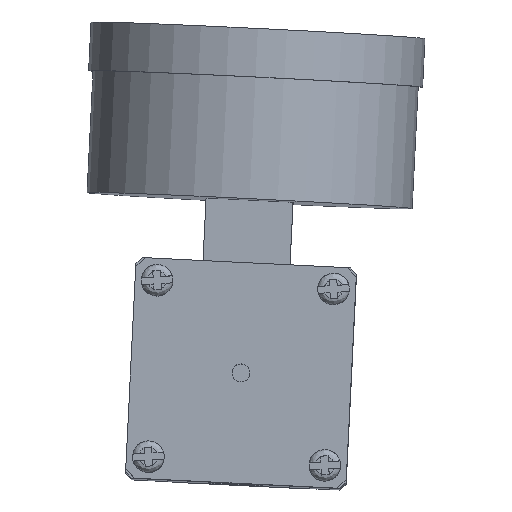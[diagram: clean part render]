
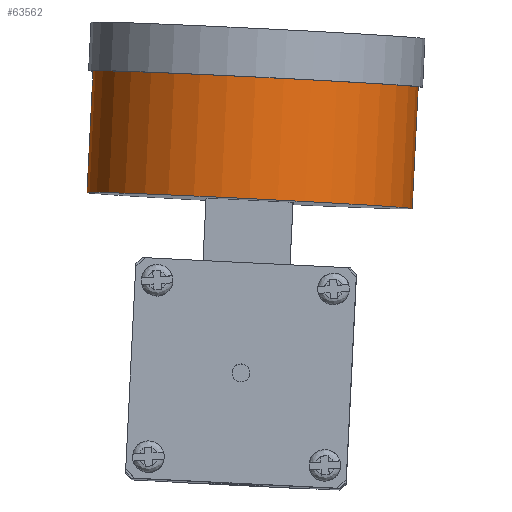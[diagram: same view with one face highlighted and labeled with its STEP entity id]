
A CAD part, front view. The second image highlights one B-rep face of the part: STEP entity #63562.
In plain terms, the highlighted cylindrical face has radius 25.8 mm (diameter 51.6 mm), a partial arc.
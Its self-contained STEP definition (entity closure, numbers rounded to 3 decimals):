
#6587 = AXIS2_PLACEMENT_3D ( 'NONE', #69951, #36513, #25502 ) ;
#10856 = DIRECTION ( 'NONE',  ( 0., 0., -1. ) ) ;
#10987 = CARTESIAN_POINT ( 'NONE',  ( -25.8, 0., -7.7 ) ) ;
#12024 = DIRECTION ( 'NONE',  ( 0., 0., 1. ) ) ;
#12887 = VERTEX_POINT ( 'NONE', #10987 ) ;
#14025 = VECTOR ( 'NONE', #44028, 1000. ) ;
#14699 = CARTESIAN_POINT ( 'NONE',  ( 25.8, 0., -27. ) ) ;
#19648 = ORIENTED_EDGE ( 'NONE', *, *, #56340, .T. ) ;
#20840 = CARTESIAN_POINT ( 'NONE',  ( 25.8, 0., -7.7 ) ) ;
#21346 = EDGE_CURVE ( 'NONE', #12887, #28276, #37603, .T. ) ;
#21453 = CARTESIAN_POINT ( 'NONE',  ( -25.8, 0., -27. ) ) ;
#25502 = DIRECTION ( 'NONE',  ( 1., 0., 0. ) ) ;
#28276 = VERTEX_POINT ( 'NONE', #20840 ) ;
#28771 = ORIENTED_EDGE ( 'NONE', *, *, #39578, .T. ) ;
#28944 = LINE ( 'NONE', #70844, #14025 ) ;
#29102 = VECTOR ( 'NONE', #53952, 1000. ) ;
#29551 = VERTEX_POINT ( 'NONE', #47140 ) ;
#30384 = AXIS2_PLACEMENT_3D ( 'NONE', #44418, #10856, #50100 ) ;
#36513 = DIRECTION ( 'NONE',  ( 0., 0., 1. ) ) ;
#37603 = CIRCLE ( 'NONE', #30384, 25.8 ) ;
#39578 = EDGE_CURVE ( 'NONE', #29551, #49298, #65409, .T. ) ;
#42552 = AXIS2_PLACEMENT_3D ( 'NONE', #45594, #12024, #51229 ) ;
#44028 = DIRECTION ( 'NONE',  ( 0., 0., 1. ) ) ;
#44418 = CARTESIAN_POINT ( 'NONE',  ( 0., 0., -7.7 ) ) ;
#45197 = FACE_OUTER_BOUND ( 'NONE', #53008, .T. ) ;
#45594 = CARTESIAN_POINT ( 'NONE',  ( 0., 0., -27. ) ) ;
#47140 = CARTESIAN_POINT ( 'NONE',  ( 25.8, 0., -27. ) ) ;
#49298 = VERTEX_POINT ( 'NONE', #21453 ) ;
#50100 = DIRECTION ( 'NONE',  ( 1., 0., 0. ) ) ;
#51229 = DIRECTION ( 'NONE',  ( 1., 0., 0. ) ) ;
#53008 = EDGE_LOOP ( 'NONE', ( #28771, #19648, #71092, #58557 ) ) ;
#53103 = CYLINDRICAL_SURFACE ( 'NONE', #6587, 25.8 ) ;
#53952 = DIRECTION ( 'NONE',  ( 0., 0., 1. ) ) ;
#56340 = EDGE_CURVE ( 'NONE', #49298, #12887, #28944, .T. ) ;
#58557 = ORIENTED_EDGE ( 'NONE', *, *, #65415, .F. ) ;
#63562 = ADVANCED_FACE ( 'NONE', ( #45197 ), #53103, .T. ) ;
#65409 = CIRCLE ( 'NONE', #42552, 25.8 ) ;
#65415 = EDGE_CURVE ( 'NONE', #29551, #28276, #71799, .T. ) ;
#69951 = CARTESIAN_POINT ( 'NONE',  ( 0., 0., -27. ) ) ;
#70844 = CARTESIAN_POINT ( 'NONE',  ( -25.8, 0., -27. ) ) ;
#71092 = ORIENTED_EDGE ( 'NONE', *, *, #21346, .T. ) ;
#71799 = LINE ( 'NONE', #14699, #29102 ) ;
